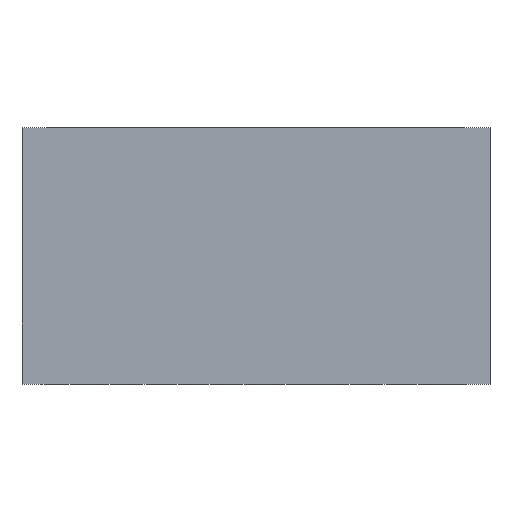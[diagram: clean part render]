
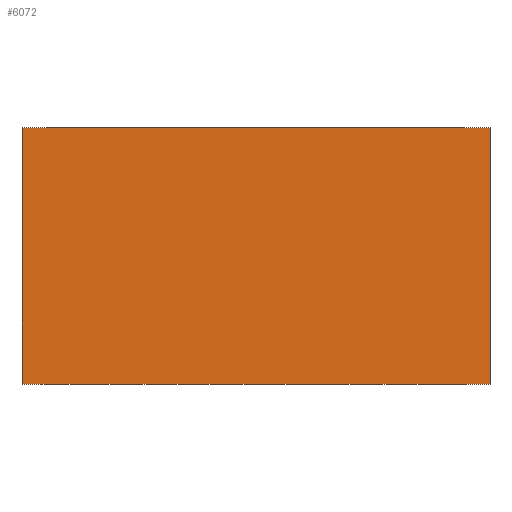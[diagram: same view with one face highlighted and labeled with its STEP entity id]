
A CAD part, top view. The second image highlights one B-rep face of the part: STEP entity #6072.
In plain terms, the highlighted planar face has unit normal (0, 0, 1).
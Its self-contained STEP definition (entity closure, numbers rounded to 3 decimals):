
#736=FACE_OUTER_BOUND('',#1056,.T.);
#1056=EDGE_LOOP('',(#5196,#5197,#5198,#5199));
#1156=LINE('',#7370,#1774);
#1670=LINE('',#9992,#2288);
#1671=LINE('',#9995,#2289);
#1672=LINE('',#9996,#2290);
#1774=VECTOR('',#6370,10.);
#2288=VECTOR('',#7156,10.);
#2289=VECTOR('',#7159,10.);
#2290=VECTOR('',#7160,10.);
#2385=VERTEX_POINT('',#7367);
#2386=VERTEX_POINT('',#7369);
#2882=VERTEX_POINT('',#9990);
#2883=VERTEX_POINT('',#9994);
#2989=EDGE_CURVE('',#2385,#2386,#1156,.T.);
#3749=EDGE_CURVE('',#2882,#2385,#1670,.T.);
#3750=EDGE_CURVE('',#2883,#2882,#1671,.T.);
#3751=EDGE_CURVE('',#2386,#2883,#1672,.T.);
#5196=ORIENTED_EDGE('',*,*,#3749,.F.);
#5197=ORIENTED_EDGE('',*,*,#3750,.F.);
#5198=ORIENTED_EDGE('',*,*,#3751,.F.);
#5199=ORIENTED_EDGE('',*,*,#2989,.F.);
#5778=PLANE('',#6276);
#6072=ADVANCED_FACE('',(#736),#5778,.T.);
#6276=AXIS2_PLACEMENT_3D('',#9993,#7157,#7158);
#6370=DIRECTION('',(1.,0.,0.));
#7156=DIRECTION('',(0.,1.,0.));
#7157=DIRECTION('center_axis',(0.,0.,1.));
#7158=DIRECTION('ref_axis',(-1.,0.,0.));
#7159=DIRECTION('',(-1.,0.,0.));
#7160=DIRECTION('',(0.,-1.,0.));
#7367=CARTESIAN_POINT('',(-146.,70.,41.));
#7369=CARTESIAN_POINT('',(0.,70.,41.));
#7370=CARTESIAN_POINT('',(-146.,70.,41.));
#9990=CARTESIAN_POINT('',(-146.,-10.,41.));
#9992=CARTESIAN_POINT('',(-146.,0.,41.));
#9993=CARTESIAN_POINT('Origin',(0.,0.,41.));
#9994=CARTESIAN_POINT('',(0.,-10.,41.));
#9995=CARTESIAN_POINT('',(-146.,-10.,41.));
#9996=CARTESIAN_POINT('',(0.,0.,41.));
